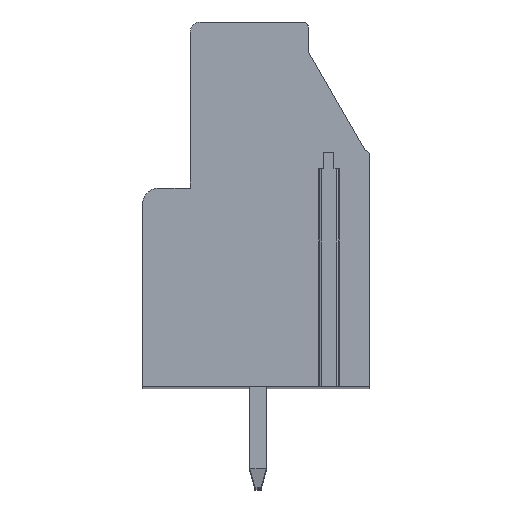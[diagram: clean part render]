
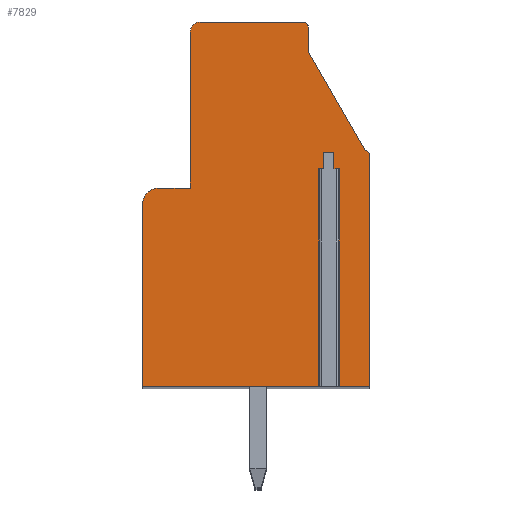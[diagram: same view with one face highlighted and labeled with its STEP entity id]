
A CAD part, top view. The second image highlights one B-rep face of the part: STEP entity #7829.
In plain terms, the highlighted planar face has unit normal (0, 0, 1).
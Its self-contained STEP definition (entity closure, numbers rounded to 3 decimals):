
#2443=DIRECTION('',(-1.,0.,0.));
#2444=VECTOR('',#2443,0.5);
#2445=CARTESIAN_POINT('',(3.85,2.55,3.81));
#2446=LINE('',#2445,#2444);
#2447=DIRECTION('',(0.,1.,0.));
#2448=VECTOR('',#2447,0.8);
#2449=CARTESIAN_POINT('',(3.35,1.75,3.81));
#2450=LINE('',#2449,#2448);
#2451=DIRECTION('',(0.,1.,0.));
#2452=VECTOR('',#2451,10.75);
#2453=CARTESIAN_POINT('',(3.35,-9.,3.81));
#2454=LINE('',#2453,#2452);
#2455=DIRECTION('',(1.,0.,0.));
#2456=VECTOR('',#2455,8.95);
#2457=CARTESIAN_POINT('',(-5.6,-9.,3.81));
#2458=LINE('',#2457,#2456);
#2459=DIRECTION('',(0.,-1.,0.));
#2460=VECTOR('',#2459,9.);
#2461=CARTESIAN_POINT('',(-5.6,0.,3.81));
#2462=LINE('',#2461,#2460);
#2463=CARTESIAN_POINT('',(-4.8,0.,3.81));
#2464=DIRECTION('',(0.,0.,1.));
#2465=DIRECTION('',(0.,1.,0.));
#2466=AXIS2_PLACEMENT_3D('',#2463,#2464,#2465);
#2468=DIRECTION('',(-1.,0.,0.));
#2469=VECTOR('',#2468,1.55);
#2470=CARTESIAN_POINT('',(-3.25,0.8,3.81));
#2471=LINE('',#2470,#2469);
#2472=DIRECTION('',(0.,-1.,0.));
#2473=VECTOR('',#2472,7.7);
#2474=CARTESIAN_POINT('',(-3.25,8.5,3.81));
#2475=LINE('',#2474,#2473);
#2476=CARTESIAN_POINT('',(-2.75,8.5,3.81));
#2477=DIRECTION('',(0.,0.,1.));
#2478=DIRECTION('',(0.,1.,0.));
#2479=AXIS2_PLACEMENT_3D('',#2476,#2477,#2478);
#2481=DIRECTION('',(-1.,0.,0.));
#2482=VECTOR('',#2481,5.05);
#2483=CARTESIAN_POINT('',(2.3,9.,3.81));
#2484=LINE('',#2483,#2482);
#2485=CARTESIAN_POINT('',(2.3,8.7,3.81));
#2486=DIRECTION('',(0.,0.,1.));
#2487=DIRECTION('',(1.,0.,0.));
#2488=AXIS2_PLACEMENT_3D('',#2485,#2486,#2487);
#2490=DIRECTION('',(0.,1.,0.));
#2491=VECTOR('',#2490,1.2);
#2492=CARTESIAN_POINT('',(2.6,7.5,3.81));
#2493=LINE('',#2492,#2491);
#2494=DIRECTION('',(-0.5,0.866,0.));
#2495=VECTOR('',#2494,5.6);
#2496=CARTESIAN_POINT('',(5.4,2.65,3.81));
#2497=LINE('',#2496,#2495);
#2498=CARTESIAN_POINT('',(5.4,2.45,3.81));
#2499=DIRECTION('',(0.,0.,1.));
#2500=DIRECTION('',(1.,0.,0.));
#2501=AXIS2_PLACEMENT_3D('',#2498,#2499,#2500);
#2503=DIRECTION('',(0.,1.,0.));
#2504=VECTOR('',#2503,11.45);
#2505=CARTESIAN_POINT('',(5.6,-9.,3.81));
#2506=LINE('',#2505,#2504);
#2507=DIRECTION('',(1.,0.,0.));
#2508=VECTOR('',#2507,1.75);
#2509=CARTESIAN_POINT('',(3.85,-9.,3.81));
#2510=LINE('',#2509,#2508);
#2511=DIRECTION('',(0.,1.,0.));
#2512=VECTOR('',#2511,10.75);
#2513=CARTESIAN_POINT('',(3.85,-9.,3.81));
#2514=LINE('',#2513,#2512);
#2515=DIRECTION('',(0.,1.,0.));
#2516=VECTOR('',#2515,0.8);
#2517=CARTESIAN_POINT('',(3.85,1.75,3.81));
#2518=LINE('',#2517,#2516);
#3713=CARTESIAN_POINT('',(5.6,-9.,3.81));
#3714=CARTESIAN_POINT('',(5.6,2.45,3.81));
#3715=VERTEX_POINT('',#3713);
#3716=VERTEX_POINT('',#3714);
#3717=CARTESIAN_POINT('',(5.4,2.65,3.81));
#3718=VERTEX_POINT('',#3717);
#3719=CARTESIAN_POINT('',(2.6,7.5,3.81));
#3720=VERTEX_POINT('',#3719);
#3722=CARTESIAN_POINT('',(-5.6,-9.,3.81));
#3724=VERTEX_POINT('',#3722);
#3741=CARTESIAN_POINT('',(3.35,-9.,3.81));
#3742=VERTEX_POINT('',#3741);
#3743=CARTESIAN_POINT('',(3.85,-9.,3.81));
#3744=VERTEX_POINT('',#3743);
#3914=CARTESIAN_POINT('',(-3.25,0.8,3.81));
#3916=VERTEX_POINT('',#3914);
#3921=CARTESIAN_POINT('',(-4.8,0.8,3.81));
#3922=VERTEX_POINT('',#3921);
#3923=CARTESIAN_POINT('',(-5.6,0.,3.81));
#3924=VERTEX_POINT('',#3923);
#3929=CARTESIAN_POINT('',(-2.75,9.,3.81));
#3930=VERTEX_POINT('',#3929);
#3931=CARTESIAN_POINT('',(-3.25,8.5,3.81));
#3932=VERTEX_POINT('',#3931);
#3937=CARTESIAN_POINT('',(2.6,8.7,3.81));
#3938=VERTEX_POINT('',#3937);
#3939=CARTESIAN_POINT('',(2.3,9.,3.81));
#3940=VERTEX_POINT('',#3939);
#3945=CARTESIAN_POINT('',(3.85,2.55,3.81));
#3946=CARTESIAN_POINT('',(3.35,2.55,3.81));
#3947=VERTEX_POINT('',#3945);
#3948=VERTEX_POINT('',#3946);
#3949=CARTESIAN_POINT('',(3.35,1.75,3.81));
#3950=VERTEX_POINT('',#3949);
#3951=CARTESIAN_POINT('',(3.85,1.75,3.81));
#3952=VERTEX_POINT('',#3951);
#7799=CARTESIAN_POINT('',(0.,0.,3.81));
#7800=DIRECTION('',(0.,0.,1.));
#7801=DIRECTION('',(1.,0.,0.));
#7802=AXIS2_PLACEMENT_3D('',#7799,#7800,#7801);
#7803=PLANE('',#7802);
#7805=ORIENTED_EDGE('',*,*,#7804,.T.);
#7807=ORIENTED_EDGE('',*,*,#7806,.F.);
#7809=ORIENTED_EDGE('',*,*,#7808,.F.);
#7810=ORIENTED_EDGE('',*,*,#7586,.F.);
#7811=ORIENTED_EDGE('',*,*,#7792,.F.);
#7812=ORIENTED_EDGE('',*,*,#4725,.F.);
#7813=ORIENTED_EDGE('',*,*,#4741,.F.);
#7814=ORIENTED_EDGE('',*,*,#4753,.F.);
#7815=ORIENTED_EDGE('',*,*,#4768,.F.);
#7816=ORIENTED_EDGE('',*,*,#4783,.F.);
#7817=ORIENTED_EDGE('',*,*,#7424,.F.);
#7818=ORIENTED_EDGE('',*,*,#7439,.F.);
#7819=ORIENTED_EDGE('',*,*,#7452,.F.);
#7820=ORIENTED_EDGE('',*,*,#7466,.F.);
#7821=ORIENTED_EDGE('',*,*,#7480,.F.);
#7822=ORIENTED_EDGE('',*,*,#7598,.F.);
#7824=ORIENTED_EDGE('',*,*,#7823,.T.);
#7826=ORIENTED_EDGE('',*,*,#7825,.T.);
#7827=EDGE_LOOP('',(#7805,#7807,#7809,#7810,#7811,#7812,#7813,#7814,#7815,#7816,
#7817,#7818,#7819,#7820,#7821,#7822,#7824,#7826));
#7828=FACE_OUTER_BOUND('',#7827,.F.);
#2467=CIRCLE('',#2466,0.8);
#2480=CIRCLE('',#2479,0.5);
#2489=CIRCLE('',#2488,0.3);
#2502=CIRCLE('',#2501,0.2);
#4725=EDGE_CURVE('',#3922,#3924,#2467,.T.);
#4741=EDGE_CURVE('',#3916,#3922,#2471,.T.);
#4753=EDGE_CURVE('',#3932,#3916,#2475,.T.);
#4768=EDGE_CURVE('',#3930,#3932,#2480,.T.);
#4783=EDGE_CURVE('',#3940,#3930,#2484,.T.);
#7424=EDGE_CURVE('',#3938,#3940,#2489,.T.);
#7439=EDGE_CURVE('',#3720,#3938,#2493,.T.);
#7452=EDGE_CURVE('',#3718,#3720,#2497,.T.);
#7466=EDGE_CURVE('',#3716,#3718,#2502,.T.);
#7480=EDGE_CURVE('',#3715,#3716,#2506,.T.);
#7586=EDGE_CURVE('',#3724,#3742,#2458,.T.);
#7598=EDGE_CURVE('',#3744,#3715,#2510,.T.);
#7792=EDGE_CURVE('',#3924,#3724,#2462,.T.);
#7804=EDGE_CURVE('',#3947,#3948,#2446,.T.);
#7806=EDGE_CURVE('',#3950,#3948,#2450,.T.);
#7808=EDGE_CURVE('',#3742,#3950,#2454,.T.);
#7823=EDGE_CURVE('',#3744,#3952,#2514,.T.);
#7825=EDGE_CURVE('',#3952,#3947,#2518,.T.);
#7829=ADVANCED_FACE('',(#7828),#7803,.T.);
